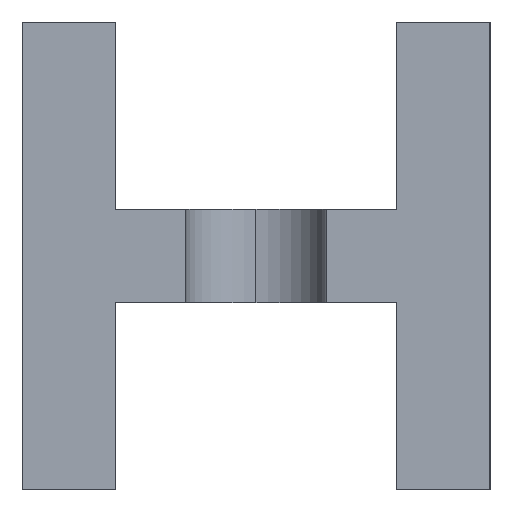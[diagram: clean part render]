
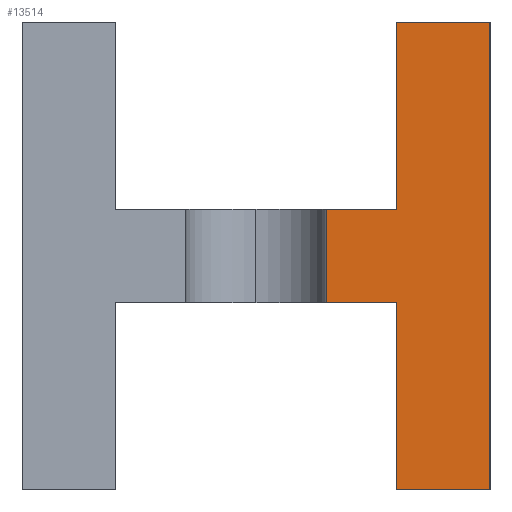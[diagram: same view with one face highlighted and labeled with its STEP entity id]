
A CAD part, left-side view. The second image highlights one B-rep face of the part: STEP entity #13514.
In plain terms, the highlighted planar face has unit normal (-1, 0, 0).
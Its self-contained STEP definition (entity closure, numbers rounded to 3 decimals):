
#151 = ORIENTED_EDGE ( 'NONE', *, *, #5032, .F. ) ;
#514 = ORIENTED_EDGE ( 'NONE', *, *, #8346, .F. ) ;
#618 = FACE_OUTER_BOUND ( 'NONE', #7804, .T. ) ;
#736 = CARTESIAN_POINT ( 'NONE',  ( 0., 2., 6. ) ) ;
#1229 = ORIENTED_EDGE ( 'NONE', *, *, #2752, .F. ) ;
#1705 = AXIS2_PLACEMENT_3D ( 'NONE', #3643, #3600, #3559 ) ;
#1918 = CARTESIAN_POINT ( 'NONE',  ( 0., 2., 10. ) ) ;
#2066 = CARTESIAN_POINT ( 'NONE',  ( 0., 2., 0. ) ) ;
#2752 = EDGE_CURVE ( 'NONE', #7389, #6073, #8488, .T. ) ;
#2795 = CARTESIAN_POINT ( 'NONE',  ( 0., 0., 10. ) ) ;
#2859 = CARTESIAN_POINT ( 'NONE',  ( 0., 8., 4. ) ) ;
#2947 = DIRECTION ( 'NONE',  ( 0., 1., 0. ) ) ;
#3195 = VECTOR ( 'NONE', #13787, 1000. ) ;
#3559 = DIRECTION ( 'NONE',  ( 0., 0., 1. ) ) ;
#3583 = ORIENTED_EDGE ( 'NONE', *, *, #7825, .F. ) ;
#3600 = DIRECTION ( 'NONE',  ( -1., 0., 0. ) ) ;
#3643 = CARTESIAN_POINT ( 'NONE',  ( 0., 0., 0. ) ) ;
#3853 = PLANE ( 'NONE',  #1705 ) ;
#3946 = ORIENTED_EDGE ( 'NONE', *, *, #9214, .F. ) ;
#4068 = CARTESIAN_POINT ( 'NONE',  ( 0., 3.5, 6. ) ) ;
#4092 = CARTESIAN_POINT ( 'NONE',  ( 0., 2., 0. ) ) ;
#4295 = ORIENTED_EDGE ( 'NONE', *, *, #12021, .F. ) ;
#4674 = LINE ( 'NONE', #8204, #7348 ) ;
#4706 = VERTEX_POINT ( 'NONE', #2795 ) ;
#5032 = EDGE_CURVE ( 'NONE', #13485, #10103, #7586, .T. ) ;
#5230 = CARTESIAN_POINT ( 'NONE',  ( 0., 3.5, 4. ) ) ;
#5392 = VECTOR ( 'NONE', #2947, 1000. ) ;
#6073 = VERTEX_POINT ( 'NONE', #5230 ) ;
#6518 = DIRECTION ( 'NONE',  ( 0., 0., 1. ) ) ;
#6666 = CARTESIAN_POINT ( 'NONE',  ( 0., 2., 10. ) ) ;
#7348 = VECTOR ( 'NONE', #8157, 1000. ) ;
#7356 = EDGE_CURVE ( 'NONE', #11995, #7389, #14380, .T. ) ;
#7389 = VERTEX_POINT ( 'NONE', #11803 ) ;
#7400 = VERTEX_POINT ( 'NONE', #11715 ) ;
#7586 = LINE ( 'NONE', #12327, #10725 ) ;
#7624 = LINE ( 'NONE', #6666, #13387 ) ;
#7804 = EDGE_LOOP ( 'NONE', ( #4295, #1229, #13108, #3946, #3583, #514, #12393, #151 ) ) ;
#7825 = EDGE_CURVE ( 'NONE', #4706, #7400, #11915, .T. ) ;
#8112 = DIRECTION ( 'NONE',  ( 0., 0., 1. ) ) ;
#8157 = DIRECTION ( 'NONE',  ( 0., -1., 0. ) ) ;
#8204 = CARTESIAN_POINT ( 'NONE',  ( 0., 0., 10. ) ) ;
#8346 = EDGE_CURVE ( 'NONE', #12705, #4706, #4674, .T. ) ;
#8488 = LINE ( 'NONE', #2859, #5392 ) ;
#8935 = CARTESIAN_POINT ( 'NONE',  ( 0., 3.5, 4. ) ) ;
#9214 = EDGE_CURVE ( 'NONE', #7400, #11995, #12376, .T. ) ;
#9421 = DIRECTION ( 'NONE',  ( 0., 0., -1. ) ) ;
#10103 = VERTEX_POINT ( 'NONE', #736 ) ;
#10725 = VECTOR ( 'NONE', #12568, 1000. ) ;
#11461 = EDGE_CURVE ( 'NONE', #10103, #12705, #7624, .T. ) ;
#11509 = CARTESIAN_POINT ( 'NONE',  ( 0., 2., 4. ) ) ;
#11523 = DIRECTION ( 'NONE',  ( 0., 0., 1. ) ) ;
#11715 = CARTESIAN_POINT ( 'NONE',  ( 0., 0., 0. ) ) ;
#11803 = CARTESIAN_POINT ( 'NONE',  ( 0., 2., 4. ) ) ;
#11915 = LINE ( 'NONE', #12685, #14576 ) ;
#11995 = VERTEX_POINT ( 'NONE', #2066 ) ;
#12021 = EDGE_CURVE ( 'NONE', #6073, #13485, #13914, .T. ) ;
#12327 = CARTESIAN_POINT ( 'NONE',  ( 0., 2., 6. ) ) ;
#12376 = LINE ( 'NONE', #4092, #3195 ) ;
#12393 = ORIENTED_EDGE ( 'NONE', *, *, #11461, .F. ) ;
#12568 = DIRECTION ( 'NONE',  ( 0., -1., 0. ) ) ;
#12685 = CARTESIAN_POINT ( 'NONE',  ( 0., 0., 0. ) ) ;
#12705 = VERTEX_POINT ( 'NONE', #1918 ) ;
#13108 = ORIENTED_EDGE ( 'NONE', *, *, #7356, .F. ) ;
#13387 = VECTOR ( 'NONE', #6518, 1000. ) ;
#13485 = VERTEX_POINT ( 'NONE', #4068 ) ;
#13514 = ADVANCED_FACE ( 'NONE', ( #618 ), #3853, .T. ) ;
#13542 = VECTOR ( 'NONE', #8112, 1000. ) ;
#13787 = DIRECTION ( 'NONE',  ( 0., 1., 0. ) ) ;
#13914 = LINE ( 'NONE', #8935, #13542 ) ;
#14031 = VECTOR ( 'NONE', #11523, 1000. ) ;
#14380 = LINE ( 'NONE', #11509, #14031 ) ;
#14576 = VECTOR ( 'NONE', #9421, 1000. ) ;
